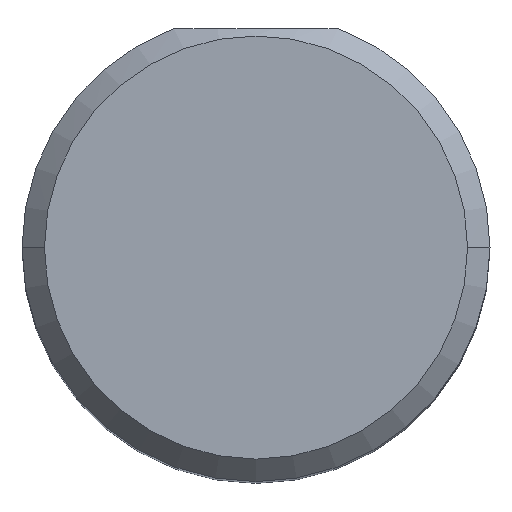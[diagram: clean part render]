
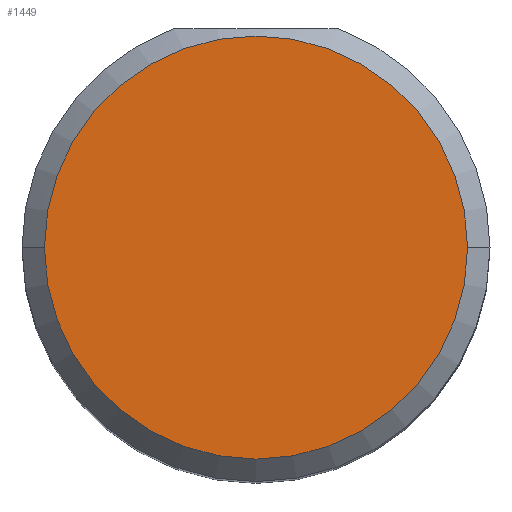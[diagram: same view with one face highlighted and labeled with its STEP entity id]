
A CAD part, top view. The second image highlights one B-rep face of the part: STEP entity #1449.
In plain terms, the highlighted planar face has unit normal (0, 0, 1).
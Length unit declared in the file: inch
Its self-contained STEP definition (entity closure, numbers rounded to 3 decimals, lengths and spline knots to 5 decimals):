
#189 = DIRECTION ( 'NONE',  ( 0., 0., 1. ) ) ;
#215 = CARTESIAN_POINT ( 'NONE',  ( -0.14125, 0., 2.5 ) ) ;
#306 = EDGE_CURVE ( 'NONE', #924, #1403, #1040, .T. ) ;
#307 = FACE_OUTER_BOUND ( 'NONE', #695, .T. ) ;
#411 = CARTESIAN_POINT ( 'NONE',  ( 0., 0., 2.5 ) ) ;
#434 = ORIENTED_EDGE ( 'NONE', *, *, #1383, .T. ) ;
#490 = AXIS2_PLACEMENT_3D ( 'NONE', #411, #189, #527 ) ;
#510 = CARTESIAN_POINT ( 'NONE',  ( 0.14125, 0., 2.5 ) ) ;
#527 = DIRECTION ( 'NONE',  ( 1., 0., 0. ) ) ;
#545 = DIRECTION ( 'NONE',  ( 1., 0., 0. ) ) ;
#684 = DIRECTION ( 'NONE',  ( 1., 0., 0. ) ) ;
#695 = EDGE_LOOP ( 'NONE', ( #816, #434 ) ) ;
#770 = DIRECTION ( 'NONE',  ( 0., 0., 1. ) ) ;
#791 = AXIS2_PLACEMENT_3D ( 'NONE', #972, #770, #545 ) ;
#816 = ORIENTED_EDGE ( 'NONE', *, *, #306, .T. ) ;
#859 = CIRCLE ( 'NONE', #490, 0.14125 ) ;
#903 = AXIS2_PLACEMENT_3D ( 'NONE', #1441, #1455, #684 ) ;
#924 = VERTEX_POINT ( 'NONE', #215 ) ;
#972 = CARTESIAN_POINT ( 'NONE',  ( 0., 0., 2.5 ) ) ;
#1040 = CIRCLE ( 'NONE', #903, 0.14125 ) ;
#1221 = PLANE ( 'NONE',  #791 ) ;
#1383 = EDGE_CURVE ( 'NONE', #1403, #924, #859, .T. ) ;
#1403 = VERTEX_POINT ( 'NONE', #510 ) ;
#1441 = CARTESIAN_POINT ( 'NONE',  ( 0., 0., 2.5 ) ) ;
#1449 = ADVANCED_FACE ( 'NONE', ( #307 ), #1221, .T. ) ;
#1455 = DIRECTION ( 'NONE',  ( 0., 0., 1. ) ) ;
